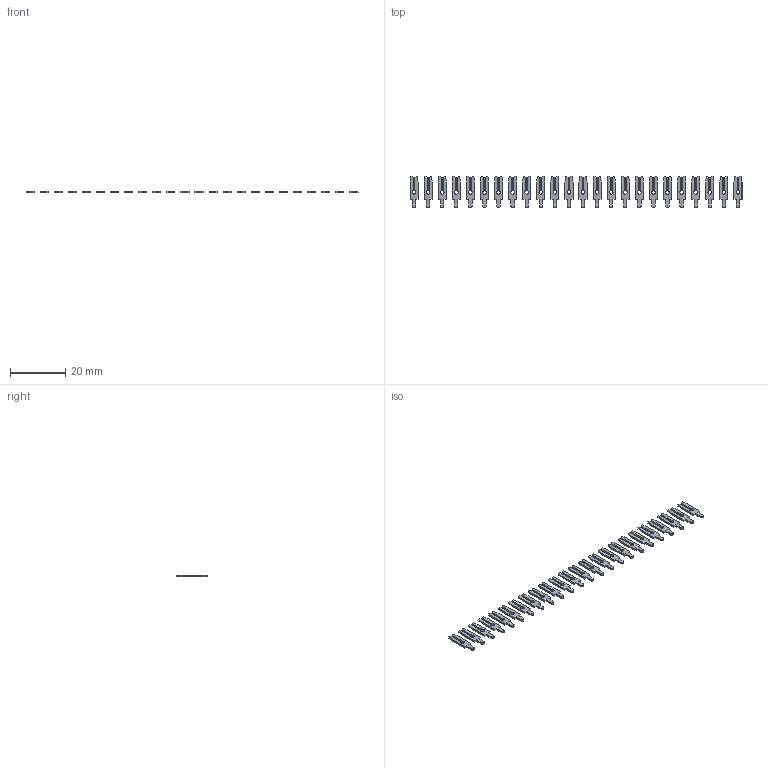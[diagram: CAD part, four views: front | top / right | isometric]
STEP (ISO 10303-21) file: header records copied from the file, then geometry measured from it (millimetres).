
FILE_DESCRIPTION (( 'STEP AP203' ), '1' );
FILE_NAME ('103-024-250-200.STEP', '2020-04-09T20:39:44', ( '' ), ( '' ), 'SwSTEP 2.0', 'SolidWorks 2016', '' );
FILE_SCHEMA (( 'CONFIG_CONTROL_DESIGN' ));
Length unit declared in the file: inch
Products named in the file (2): 100-290-001_100-290-250; 103-024-250-200
Assembly tree (24 placements, depth 2):
  103-024-250-200
    100-290-001_100-290-250  x24
Bounding box: 119.76 x 11.48 x 0.66 mm (x, y, z)
Volume: 374.5 mm3; surface area: 1760.4 mm2
Topology: 24 solids, 24 shells, 576 faces, 1584 edges, 1056 vertices
Faces by surface type: plane 480, cylinder 96
Entity records: 1694 total; most frequent: CARTESIAN_POINT 173, DIRECTION 172, ORIENTED_EDGE 132, EDGE_CURVE 66, AXIS2_PLACEMENT_3D 59, CALENDAR_DATE 58, LOCAL_TIME 58, DATE_AND_TIME 58
